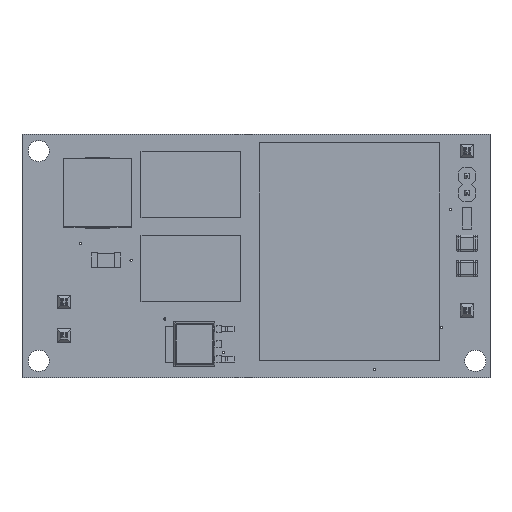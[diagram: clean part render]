
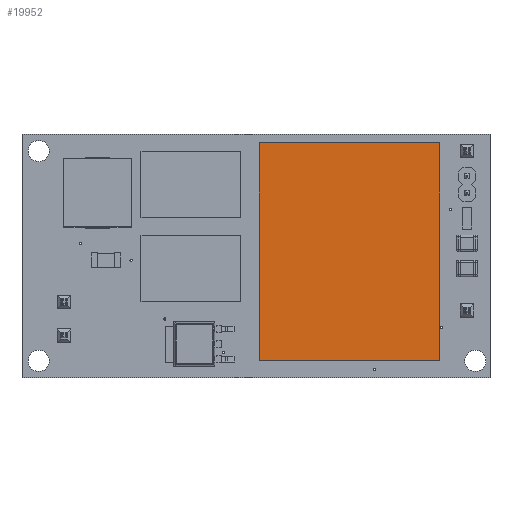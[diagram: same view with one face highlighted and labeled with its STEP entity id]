
A CAD part, top view. The second image highlights one B-rep face of the part: STEP entity #19952.
In plain terms, the highlighted planar face has unit normal (0, 0, 1).
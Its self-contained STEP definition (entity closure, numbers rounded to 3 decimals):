
#1137=PLANE('',#22214);
#2098=FACE_OUTER_BOUND('',#3401,.T.);
#3401=EDGE_LOOP('',(#15297,#15298,#15299,#15300));
#4975=LINE('',#32338,#7121);
#4978=LINE('',#32344,#7124);
#4981=LINE('',#32350,#7127);
#4984=LINE('',#32354,#7130);
#7121=VECTOR('',#25547,10.);
#7124=VECTOR('',#25552,10.);
#7127=VECTOR('',#25557,10.);
#7130=VECTOR('',#25562,10.);
#9621=VERTEX_POINT('',#32335);
#9622=VERTEX_POINT('',#32337);
#9624=VERTEX_POINT('',#32343);
#9626=VERTEX_POINT('',#32349);
#11643=EDGE_CURVE('',#9622,#9621,#4975,.T.);
#11646=EDGE_CURVE('',#9624,#9622,#4978,.T.);
#11649=EDGE_CURVE('',#9626,#9624,#4981,.T.);
#11652=EDGE_CURVE('',#9621,#9626,#4984,.T.);
#15297=ORIENTED_EDGE('',*,*,#11652,.T.);
#15298=ORIENTED_EDGE('',*,*,#11649,.T.);
#15299=ORIENTED_EDGE('',*,*,#11646,.T.);
#15300=ORIENTED_EDGE('',*,*,#11643,.T.);
#19952=ADVANCED_FACE('',(#2098),#1137,.T.);
#22214=AXIS2_PLACEMENT_3D('',#32355,#25563,#25564);
#25547=DIRECTION('',(0.,-1.,0.));
#25552=DIRECTION('',(-1.,0.,0.));
#25557=DIRECTION('',(0.,1.,0.));
#25562=DIRECTION('',(1.,0.,0.));
#25563=DIRECTION('center_axis',(0.,0.,
1.));
#25564=DIRECTION('ref_axis',(1.,0.,0.));
#32335=CARTESIAN_POINT('',(-16.44,-13.66,13.69));
#32337=CARTESIAN_POINT('',(-16.44,13.66,13.69));
#32338=CARTESIAN_POINT('',(-16.44,-13.66,13.69));
#32343=CARTESIAN_POINT('',(16.44,13.66,13.69));
#32344=CARTESIAN_POINT('',(-16.44,13.66,13.69));
#32349=CARTESIAN_POINT('',(16.44,-13.66,13.69));
#32350=CARTESIAN_POINT('',(16.44,13.66,13.69));
#32354=CARTESIAN_POINT('',(16.44,-13.66,13.69));
#32355=CARTESIAN_POINT('Origin',(0.,0.,
13.69));
